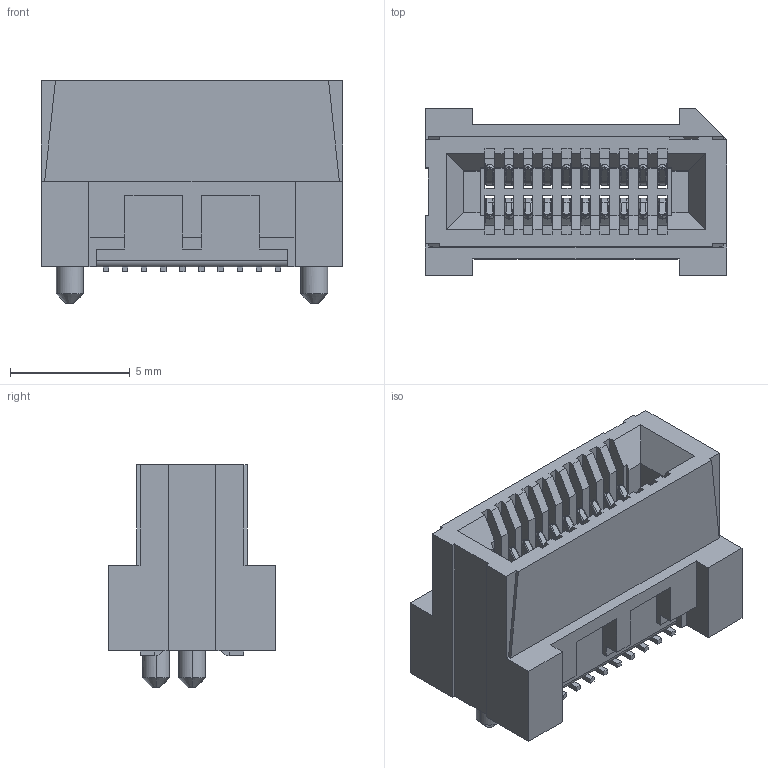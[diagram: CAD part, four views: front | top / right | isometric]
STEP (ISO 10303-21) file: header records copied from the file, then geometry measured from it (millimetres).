
FILE_DESCRIPTION((''),'2;1');
FILE_NAME('ASM0001_ASM','2013-11-20T',('uwe.kadritzke'),(''),'PRO/ENGINEER BY PARAMETRIC TECHNOLOGY CORPORATION, 2005110','PRO/ENGINEER BY PARAMETRIC TECHNOLOGY CORPORATION, 2005110','');
FILE_SCHEMA(('CONFIG_CONTROL_DESIGN'));
Length unit declared in the file: millimetre
Products named in the file (5): PRT0002; PRT0003; ASM0002_ASM; PRT0004; ASM0001_ASM
Assembly tree (23 placements, depth 3):
  ASM0001_ASM
    ASM0002_ASM
      PRT0002  x20
      PRT0003
    PRT0004
Bounding box: 12.6 x 7 x 9.3 mm (x, y, z)
Volume: 313.1 mm3; surface area: 1070.3 mm2
Topology: 21 solids, 21 shells, 2517 faces, 6261 edges, 3751 vertices
Faces by surface type: plane 1603, cylinder 590, bspline 160, torus 160, cone 4
Entity records: 20355 total; most frequent: CARTESIAN_POINT 3958, ORIENTED_EDGE 3554, DIRECTION 3148, EDGE_CURVE 1777, VECTOR 1648, LINE 1648, VERTEX_POINT 1148, AXIS2_PLACEMENT_3D 750
